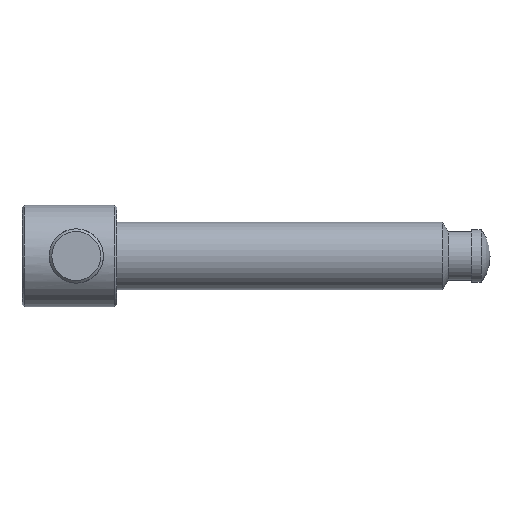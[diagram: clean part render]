
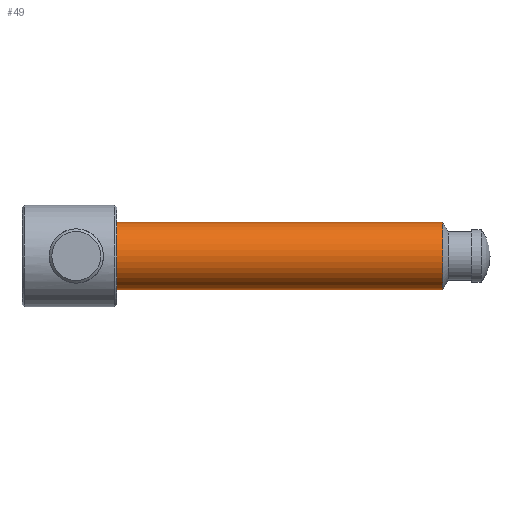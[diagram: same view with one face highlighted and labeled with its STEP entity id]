
A CAD part, left-side view. The second image highlights one B-rep face of the part: STEP entity #49.
In plain terms, the highlighted cylindrical face has radius 10 mm (diameter 20 mm), a full revolution.
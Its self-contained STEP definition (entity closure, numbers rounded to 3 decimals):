
#49 = ADVANCED_FACE( '', ( #108, #109 ), #110, .T. );
#108 = FACE_OUTER_BOUND( '', #182, .T. );
#109 = FACE_OUTER_BOUND( '', #183, .T. );
#110 = CYLINDRICAL_SURFACE( '', #184, 10. );
#182 = EDGE_LOOP( '', ( #258 ) );
#183 = EDGE_LOOP( '', ( #259 ) );
#184 = AXIS2_PLACEMENT_3D( '', #260, #261, #262 );
#258 = ORIENTED_EDGE( '', *, *, #343, .F. );
#259 = ORIENTED_EDGE( '', *, *, #345, .T. );
#260 = CARTESIAN_POINT( '', ( 0., 0., 0. ) );
#261 = DIRECTION( '', ( 0., 1., 0. ) );
#262 = DIRECTION( '', ( 0., 0., -1. ) );
#343 = EDGE_CURVE( '', #382, #382, #383, .T. );
#345 = EDGE_CURVE( '', #385, #385, #386, .T. );
#382 = VERTEX_POINT( '', #520 );
#383 = CIRCLE( '', #521, 10. );
#385 = VERTEX_POINT( '', #523 );
#386 = CIRCLE( '', #524, 10. );
#520 = CARTESIAN_POINT( '', ( 0., 14., -10. ) );
#521 = AXIS2_PLACEMENT_3D( '', #656, #657, #658 );
#523 = CARTESIAN_POINT( '', ( 0., 110., -10. ) );
#524 = AXIS2_PLACEMENT_3D( '', #659, #660, #661 );
#656 = CARTESIAN_POINT( '', ( 0., 14., 0. ) );
#657 = DIRECTION( '', ( 0., -1., 0. ) );
#658 = DIRECTION( '', ( 0., 0., -1. ) );
#659 = CARTESIAN_POINT( '', ( 0., 110., 0. ) );
#660 = DIRECTION( '', ( 0., -1., 0. ) );
#661 = DIRECTION( '', ( 0., 0., -1. ) );
